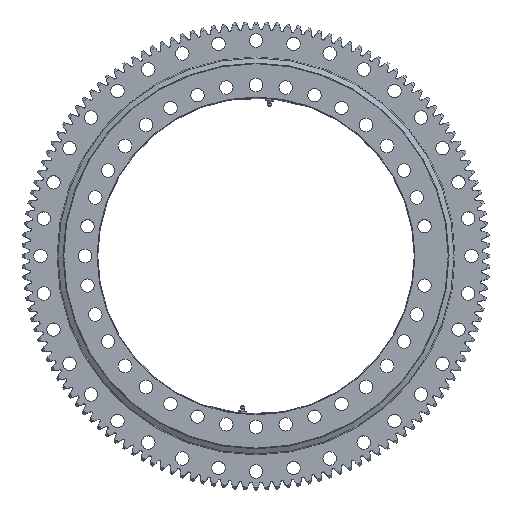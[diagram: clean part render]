
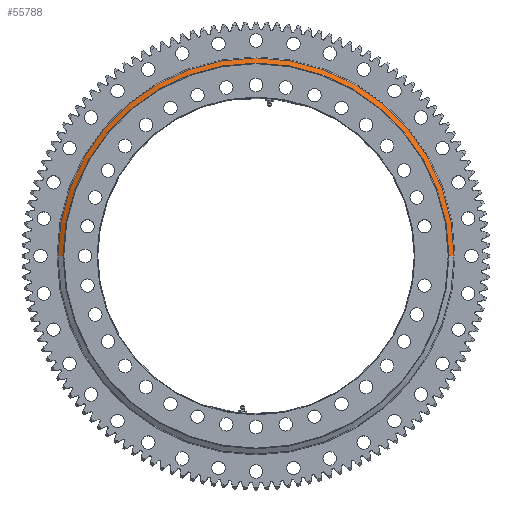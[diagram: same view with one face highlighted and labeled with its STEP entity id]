
A CAD part, top view. The second image highlights one B-rep face of the part: STEP entity #55788.
In plain terms, the highlighted conical face has half-angle 58.57 degrees and reference radius 286.5 mm.
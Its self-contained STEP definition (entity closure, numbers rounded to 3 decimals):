
#9793 = CARTESIAN_POINT ( 'NONE',  ( 279.5, 2., 0. ) ) ;
#12252 = CARTESIAN_POINT ( 'NONE',  ( 279.5, -2.61, 0. ) ) ;
#15321 = VECTOR ( 'NONE', #69983, 1000. ) ;
#16196 = VERTEX_POINT ( 'NONE', #40095 ) ;
#17386 = ORIENTED_EDGE ( 'NONE', *, *, #68781, .T. ) ;
#18553 = DIRECTION ( 'NONE',  ( 0., 0., -1. ) ) ;
#20333 = EDGE_CURVE ( 'NONE', #61350, #58057, #65065, .T. ) ;
#23916 = DIRECTION ( 'NONE',  ( 0., -0.521, 0.853 ) ) ;
#28832 = EDGE_CURVE ( 'NONE', #58057, #16196, #49460, .T. ) ;
#34641 = CARTESIAN_POINT ( 'NONE',  ( 279.5, 2., 0. ) ) ;
#34932 = FACE_OUTER_BOUND ( 'NONE', #47630, .T. ) ;
#35841 = AXIS2_PLACEMENT_3D ( 'NONE', #12252, #55911, #18553 ) ;
#36095 = CARTESIAN_POINT ( 'NONE',  ( 279.5, 2., -286.5 ) ) ;
#36207 = VECTOR ( 'NONE', #23916, 1000. ) ;
#40095 = CARTESIAN_POINT ( 'NONE',  ( 279.5, -2.61, 294.044 ) ) ;
#40915 = DIRECTION ( 'NONE',  ( 0., 0., -1. ) ) ;
#44986 = ORIENTED_EDGE ( 'NONE', *, *, #20333, .F. ) ;
#47630 = EDGE_LOOP ( 'NONE', ( #17386, #73901, #65624, #44986 ) ) ;
#49305 = CARTESIAN_POINT ( 'NONE',  ( 279.5, -2.61, -294.044 ) ) ;
#49460 = CIRCLE ( 'NONE', #35841, 294.044 ) ;
#51845 = CIRCLE ( 'NONE', #65491, 286.5 ) ;
#53480 = CARTESIAN_POINT ( 'NONE',  ( 279.5, 2., 286.5 ) ) ;
#54773 = LINE ( 'NONE', #61270, #36207 ) ;
#55788 = ADVANCED_FACE ( 'NONE', ( #34932 ), #62266, .T. ) ;
#55911 = DIRECTION ( 'NONE',  ( 0., -1., 0. ) ) ;
#57413 = CARTESIAN_POINT ( 'NONE',  ( 279.5, 2., -286.5 ) ) ;
#58057 = VERTEX_POINT ( 'NONE', #49305 ) ;
#61270 = CARTESIAN_POINT ( 'NONE',  ( 279.5, 2., 286.5 ) ) ;
#61350 = VERTEX_POINT ( 'NONE', #36095 ) ;
#62266 = CONICAL_SURFACE ( 'NONE', #67787, 286.5, 1.022 ) ;
#65065 = LINE ( 'NONE', #57413, #15321 ) ;
#65491 = AXIS2_PLACEMENT_3D ( 'NONE', #34641, #78330, #40915 ) ;
#65624 = ORIENTED_EDGE ( 'NONE', *, *, #28832, .F. ) ;
#67787 = AXIS2_PLACEMENT_3D ( 'NONE', #9793, #78305, #72273 ) ;
#68781 = EDGE_CURVE ( 'NONE', #61350, #77523, #51845, .T. ) ;
#69334 = EDGE_CURVE ( 'NONE', #77523, #16196, #54773, .T. ) ;
#69983 = DIRECTION ( 'NONE',  ( 0., -0.521, -0.853 ) ) ;
#72273 = DIRECTION ( 'NONE',  ( 0., 0., -1. ) ) ;
#73901 = ORIENTED_EDGE ( 'NONE', *, *, #69334, .T. ) ;
#77523 = VERTEX_POINT ( 'NONE', #53480 ) ;
#78305 = DIRECTION ( 'NONE',  ( 0., -1., 0. ) ) ;
#78330 = DIRECTION ( 'NONE',  ( 0., -1., 0. ) ) ;
